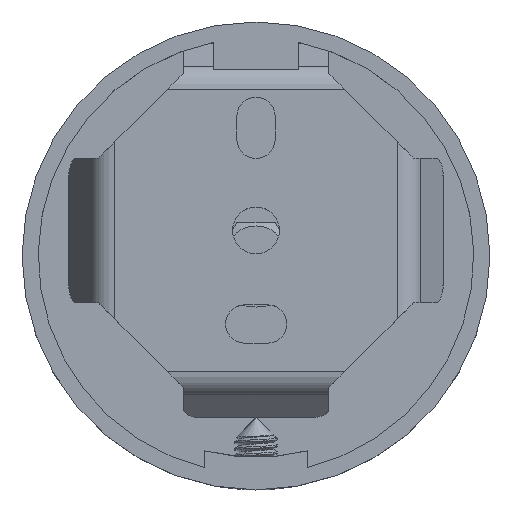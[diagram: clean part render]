
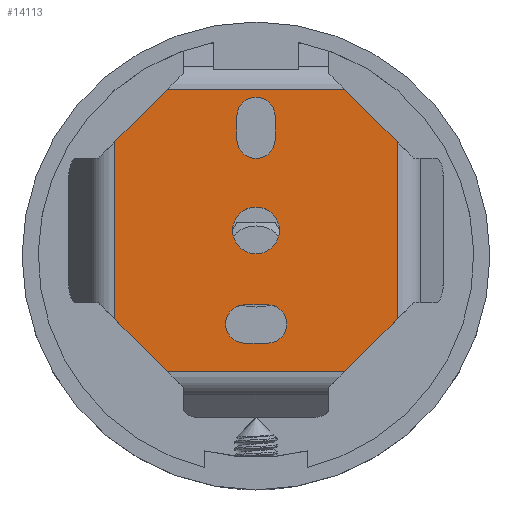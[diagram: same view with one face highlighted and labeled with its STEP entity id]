
A CAD part, top view. The second image highlights one B-rep face of the part: STEP entity #14113.
In plain terms, the highlighted face is planar.
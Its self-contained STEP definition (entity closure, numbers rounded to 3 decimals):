
#13160=DIRECTION('',(-0.707,0.,-0.707));
#13161=VECTOR('',#13160,8.738);
#13162=CARTESIAN_POINT('',(-10.411,7.5,16.589));
#13163=LINE('',#13162,#13161);
#13164=DIRECTION('',(0.,0.,1.));
#13165=VECTOR('',#13164,20.821);
#13166=CARTESIAN_POINT('',(-16.589,7.5,-10.411));
#13167=LINE('',#13166,#13165);
#13168=DIRECTION('',(-0.707,0.,0.707));
#13169=VECTOR('',#13168,8.738);
#13170=CARTESIAN_POINT('',(-10.411,7.5,-16.589));
#13171=LINE('',#13170,#13169);
#13172=DIRECTION('',(-1.,0.,0.));
#13173=VECTOR('',#13172,20.821);
#13174=CARTESIAN_POINT('',(10.411,7.5,-16.589));
#13175=LINE('',#13174,#13173);
#13176=DIRECTION('',(0.707,0.,0.707));
#13177=VECTOR('',#13176,8.738);
#13178=CARTESIAN_POINT('',(10.411,7.5,-16.589));
#13179=LINE('',#13178,#13177);
#13180=DIRECTION('',(0.,0.,-1.));
#13181=VECTOR('',#13180,20.821);
#13182=CARTESIAN_POINT('',(16.589,7.5,10.411));
#13183=LINE('',#13182,#13181);
#13184=DIRECTION('',(0.707,0.,-0.707));
#13185=VECTOR('',#13184,8.738);
#13186=CARTESIAN_POINT('',(10.411,7.5,16.589));
#13187=LINE('',#13186,#13185);
#13188=DIRECTION('',(1.,0.,0.));
#13189=VECTOR('',#13188,20.821);
#13190=CARTESIAN_POINT('',(-10.411,7.5,16.589));
#13191=LINE('',#13190,#13189);
#13192=CARTESIAN_POINT('',(0.,7.5,0.));
#13193=DIRECTION('',(0.,-1.,0.));
#13194=DIRECTION('',(0.,0.,1.));
#13195=AXIS2_PLACEMENT_3D('',#13192,#13193,#13194);
#13197=CARTESIAN_POINT('',(0.,7.5,0.));
#13198=DIRECTION('',(0.,-1.,0.));
#13199=DIRECTION('',(0.,0.,-1.));
#13200=AXIS2_PLACEMENT_3D('',#13197,#13198,#13199);
#13202=CARTESIAN_POINT('',(13.4,7.5,0.));
#13203=DIRECTION('',(0.,-1.,0.));
#13204=DIRECTION('',(0.,0.,-1.));
#13205=AXIS2_PLACEMENT_3D('',#13202,#13203,#13204);
#13207=DIRECTION('',(1.,0.,0.));
#13208=VECTOR('',#13207,2.7);
#13209=CARTESIAN_POINT('',(10.7,7.5,-2.25));
#13210=LINE('',#13209,#13208);
#13211=CARTESIAN_POINT('',(10.7,7.5,0.));
#13212=DIRECTION('',(0.,-1.,0.));
#13213=DIRECTION('',(0.,0.,1.));
#13214=AXIS2_PLACEMENT_3D('',#13211,#13212,#13213);
#13216=DIRECTION('',(-1.,0.,0.));
#13217=VECTOR('',#13216,2.7);
#13218=CARTESIAN_POINT('',(13.4,7.5,2.25));
#13219=LINE('',#13218,#13217);
#13220=CARTESIAN_POINT('',(-11.,7.5,-1.335));
#13221=DIRECTION('',(0.,-1.,0.));
#13222=DIRECTION('',(-1.,0.,0.));
#13223=AXIS2_PLACEMENT_3D('',#13220,#13221,#13222);
#13225=DIRECTION('',(0.,0.,-1.));
#13226=VECTOR('',#13225,2.7);
#13227=CARTESIAN_POINT('',(-13.25,7.5,1.365));
#13228=LINE('',#13227,#13226);
#13229=CARTESIAN_POINT('',(-11.,7.5,1.365));
#13230=DIRECTION('',(0.,-1.,0.));
#13231=DIRECTION('',(1.,0.,0.));
#13232=AXIS2_PLACEMENT_3D('',#13229,#13230,#13231);
#13234=DIRECTION('',(0.,0.,1.));
#13235=VECTOR('',#13234,2.7);
#13236=CARTESIAN_POINT('',(-8.75,7.5,-1.335));
#13237=LINE('',#13236,#13235);
#13900=CARTESIAN_POINT('',(10.411,7.5,16.589));
#13901=CARTESIAN_POINT('',(16.589,7.5,10.411));
#13902=VERTEX_POINT('',#13900);
#13903=VERTEX_POINT('',#13901);
#13921=CARTESIAN_POINT('',(10.411,7.5,-16.589));
#13922=CARTESIAN_POINT('',(16.589,7.5,-10.411));
#13923=VERTEX_POINT('',#13921);
#13924=VERTEX_POINT('',#13922);
#13942=CARTESIAN_POINT('',(-10.411,7.5,-16.589));
#13943=CARTESIAN_POINT('',(-16.589,7.5,-10.411));
#13944=VERTEX_POINT('',#13942);
#13945=VERTEX_POINT('',#13943);
#13963=CARTESIAN_POINT('',(-10.411,7.5,16.589));
#13964=CARTESIAN_POINT('',(-16.589,7.5,10.411));
#13965=VERTEX_POINT('',#13963);
#13966=VERTEX_POINT('',#13964);
#14024=CARTESIAN_POINT('',(0.,7.5,2.75));
#14025=CARTESIAN_POINT('',(0.,7.5,-2.75));
#14026=VERTEX_POINT('',#14024);
#14027=VERTEX_POINT('',#14025);
#14032=CARTESIAN_POINT('',(13.4,7.5,-2.25));
#14033=CARTESIAN_POINT('',(13.4,7.5,2.25));
#14034=VERTEX_POINT('',#14032);
#14035=VERTEX_POINT('',#14033);
#14036=CARTESIAN_POINT('',(10.7,7.5,2.25));
#14037=VERTEX_POINT('',#14036);
#14038=CARTESIAN_POINT('',(10.7,7.5,-2.25));
#14039=VERTEX_POINT('',#14038);
#14040=CARTESIAN_POINT('',(-13.25,7.5,-1.335));
#14041=CARTESIAN_POINT('',(-8.75,7.5,-1.335));
#14042=VERTEX_POINT('',#14040);
#14043=VERTEX_POINT('',#14041);
#14044=CARTESIAN_POINT('',(-8.75,7.5,1.365));
#14045=VERTEX_POINT('',#14044);
#14046=CARTESIAN_POINT('',(-13.25,7.5,1.365));
#14047=VERTEX_POINT('',#14046);
#14064=CARTESIAN_POINT('',(0.,7.5,0.));
#14065=DIRECTION('',(0.,1.,0.));
#14066=DIRECTION('',(0.,0.,-1.));
#14067=AXIS2_PLACEMENT_3D('',#14064,#14065,#14066);
#14068=PLANE('',#14067);
#14070=ORIENTED_EDGE('',*,*,#14069,.T.);
#14072=ORIENTED_EDGE('',*,*,#14071,.F.);
#14074=ORIENTED_EDGE('',*,*,#14073,.F.);
#14076=ORIENTED_EDGE('',*,*,#14075,.F.);
#14078=ORIENTED_EDGE('',*,*,#14077,.T.);
#14080=ORIENTED_EDGE('',*,*,#14079,.F.);
#14082=ORIENTED_EDGE('',*,*,#14081,.F.);
#14084=ORIENTED_EDGE('',*,*,#14083,.F.);
#14085=EDGE_LOOP('',(#14070,#14072,#14074,#14076,#14078,#14080,#14082,#14084));
#14086=FACE_OUTER_BOUND('',#14085,.F.);
#14088=ORIENTED_EDGE('',*,*,#14087,.F.);
#14090=ORIENTED_EDGE('',*,*,#14089,.F.);
#14091=EDGE_LOOP('',(#14088,#14090));
#14092=FACE_BOUND('',#14091,.F.);
#14094=ORIENTED_EDGE('',*,*,#14093,.F.);
#14096=ORIENTED_EDGE('',*,*,#14095,.F.);
#14098=ORIENTED_EDGE('',*,*,#14097,.F.);
#14100=ORIENTED_EDGE('',*,*,#14099,.F.);
#14101=EDGE_LOOP('',(#14094,#14096,#14098,#14100));
#14102=FACE_BOUND('',#14101,.F.);
#14104=ORIENTED_EDGE('',*,*,#14103,.F.);
#14106=ORIENTED_EDGE('',*,*,#14105,.F.);
#14108=ORIENTED_EDGE('',*,*,#14107,.F.);
#14110=ORIENTED_EDGE('',*,*,#14109,.F.);
#14111=EDGE_LOOP('',(#14104,#14106,#14108,#14110));
#14112=FACE_BOUND('',#14111,.F.);
#13196=CIRCLE('',#13195,2.75);
#13201=CIRCLE('',#13200,2.75);
#13206=CIRCLE('',#13205,2.25);
#13215=CIRCLE('',#13214,2.25);
#13224=CIRCLE('',#13223,2.25);
#13233=CIRCLE('',#13232,2.25);
#14069=EDGE_CURVE('',#13965,#13966,#13163,.T.);
#14071=EDGE_CURVE('',#13945,#13966,#13167,.T.);
#14073=EDGE_CURVE('',#13944,#13945,#13171,.T.);
#14075=EDGE_CURVE('',#13923,#13944,#13175,.T.);
#14077=EDGE_CURVE('',#13923,#13924,#13179,.T.);
#14079=EDGE_CURVE('',#13903,#13924,#13183,.T.);
#14081=EDGE_CURVE('',#13902,#13903,#13187,.T.);
#14083=EDGE_CURVE('',#13965,#13902,#13191,.T.);
#14087=EDGE_CURVE('',#14026,#14027,#13196,.T.);
#14089=EDGE_CURVE('',#14027,#14026,#13201,.T.);
#14093=EDGE_CURVE('',#14034,#14035,#13206,.T.);
#14095=EDGE_CURVE('',#14039,#14034,#13210,.T.);
#14097=EDGE_CURVE('',#14037,#14039,#13215,.T.);
#14099=EDGE_CURVE('',#14035,#14037,#13219,.T.);
#14103=EDGE_CURVE('',#14042,#14043,#13224,.T.);
#14105=EDGE_CURVE('',#14047,#14042,#13228,.T.);
#14107=EDGE_CURVE('',#14045,#14047,#13233,.T.);
#14109=EDGE_CURVE('',#14043,#14045,#13237,.T.);
#14113=ADVANCED_FACE('',(#14086,#14092,#14102,#14112),#14068,.T.);
